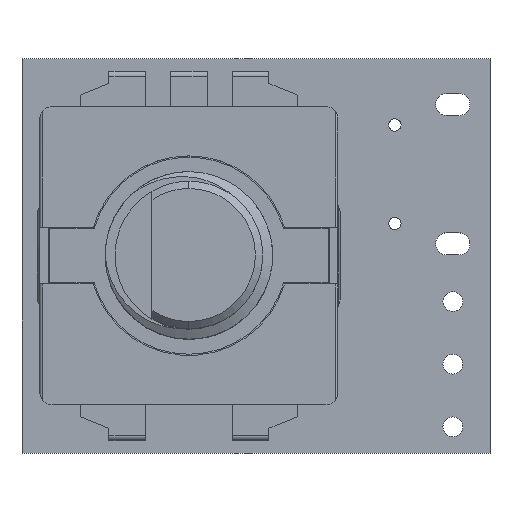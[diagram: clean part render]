
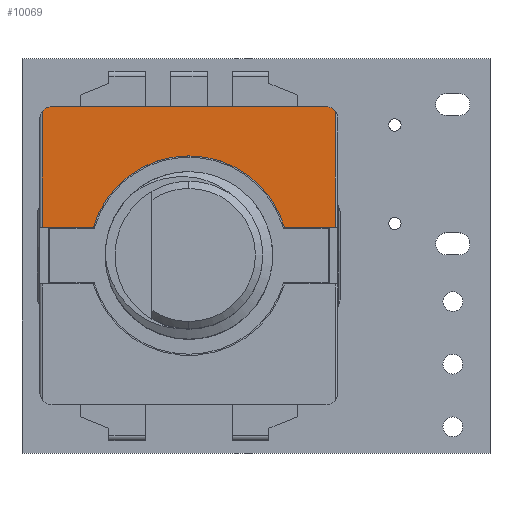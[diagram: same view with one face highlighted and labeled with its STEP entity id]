
A CAD part, top view. The second image highlights one B-rep face of the part: STEP entity #10069.
In plain terms, the highlighted face is planar.
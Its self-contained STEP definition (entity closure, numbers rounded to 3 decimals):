
#7555 = VERTEX_POINT('',#7556);
#7556 = CARTESIAN_POINT('',(3.883,6.5,-1.15));
#7574 = VERTEX_POINT('',#7575);
#7575 = CARTESIAN_POINT('',(0.,6.5,-4.05));
#7581 = EDGE_CURVE('',#7555,#7574,#7582,.T.);
#7582 = CIRCLE('',#7583,4.05);
#7583 = AXIS2_PLACEMENT_3D('',#7584,#7585,#7586);
#7584 = CARTESIAN_POINT('',(0.,6.5,0.));
#7585 = DIRECTION('',(0.,1.,0.));
#7586 = DIRECTION('',(0.,0.,1.));
#10069 = ADVANCED_FACE('',(#10070),#10138,.F.);
#10070 = FACE_BOUND('',#10071,.T.);
#10071 = EDGE_LOOP('',(#10072,#10083,#10091,#10099,#10106,#10107,#10115,
    #10123,#10132));
#10072 = ORIENTED_EDGE('',*,*,#10073,.T.);
#10073 = EDGE_CURVE('',#10074,#10076,#10078,.T.);
#10074 = VERTEX_POINT('',#10075);
#10075 = CARTESIAN_POINT('',(-5.55,6.5,-6.05));
#10076 = VERTEX_POINT('',#10077);
#10077 = CARTESIAN_POINT('',(-5.95,6.5,-5.85));
#10078 = CIRCLE('',#10079,0.5);
#10079 = AXIS2_PLACEMENT_3D('',#10080,#10081,#10082);
#10080 = CARTESIAN_POINT('',(-5.55,6.5,-5.55));
#10081 = DIRECTION('',(0.,1.,0.));
#10082 = DIRECTION('',(0.,0.,-1.));
#10083 = ORIENTED_EDGE('',*,*,#10084,.T.);
#10084 = EDGE_CURVE('',#10076,#10085,#10087,.T.);
#10085 = VERTEX_POINT('',#10086);
#10086 = CARTESIAN_POINT('',(-5.95,6.5,-1.15));
#10087 = LINE('',#10088,#10089);
#10088 = CARTESIAN_POINT('',(-5.95,6.5,0.));
#10089 = VECTOR('',#10090,1.);
#10090 = DIRECTION('',(0.,0.,1.));
#10091 = ORIENTED_EDGE('',*,*,#10092,.F.);
#10092 = EDGE_CURVE('',#10093,#10085,#10095,.T.);
#10093 = VERTEX_POINT('',#10094);
#10094 = CARTESIAN_POINT('',(-3.883,6.5,-1.15));
#10095 = LINE('',#10096,#10097);
#10096 = CARTESIAN_POINT('',(-3.883,6.5,-1.15));
#10097 = VECTOR('',#10098,1.);
#10098 = DIRECTION('',(-1.,0.,0.));
#10099 = ORIENTED_EDGE('',*,*,#10100,.F.);
#10100 = EDGE_CURVE('',#7574,#10093,#10101,.T.);
#10101 = CIRCLE('',#10102,4.05);
#10102 = AXIS2_PLACEMENT_3D('',#10103,#10104,#10105);
#10103 = CARTESIAN_POINT('',(0.,6.5,0.));
#10104 = DIRECTION('',(0.,1.,0.));
#10105 = DIRECTION('',(0.,0.,1.));
#10106 = ORIENTED_EDGE('',*,*,#7581,.F.);
#10107 = ORIENTED_EDGE('',*,*,#10108,.F.);
#10108 = EDGE_CURVE('',#10109,#7555,#10111,.T.);
#10109 = VERTEX_POINT('',#10110);
#10110 = CARTESIAN_POINT('',(5.95,6.5,-1.15));
#10111 = LINE('',#10112,#10113);
#10112 = CARTESIAN_POINT('',(5.7,6.5,-1.15));
#10113 = VECTOR('',#10114,1.);
#10114 = DIRECTION('',(-1.,0.,0.));
#10115 = ORIENTED_EDGE('',*,*,#10116,.T.);
#10116 = EDGE_CURVE('',#10109,#10117,#10119,.T.);
#10117 = VERTEX_POINT('',#10118);
#10118 = CARTESIAN_POINT('',(5.95,6.5,-5.85));
#10119 = LINE('',#10120,#10121);
#10120 = CARTESIAN_POINT('',(5.95,6.5,0.));
#10121 = VECTOR('',#10122,1.);
#10122 = DIRECTION('',(0.,0.,-1.));
#10123 = ORIENTED_EDGE('',*,*,#10124,.T.);
#10124 = EDGE_CURVE('',#10117,#10125,#10127,.T.);
#10125 = VERTEX_POINT('',#10126);
#10126 = CARTESIAN_POINT('',(5.55,6.5,-6.05));
#10127 = CIRCLE('',#10128,0.5);
#10128 = AXIS2_PLACEMENT_3D('',#10129,#10130,#10131);
#10129 = CARTESIAN_POINT('',(5.55,6.5,-5.55));
#10130 = DIRECTION('',(0.,1.,0.));
#10131 = DIRECTION('',(0.,0.,-1.));
#10132 = ORIENTED_EDGE('',*,*,#10133,.T.);
#10133 = EDGE_CURVE('',#10125,#10074,#10134,.T.);
#10134 = LINE('',#10135,#10136);
#10135 = CARTESIAN_POINT('',(-6.05,6.5,-6.05));
#10136 = VECTOR('',#10137,1.);
#10137 = DIRECTION('',(-1.,0.,0.));
#10138 = PLANE('',#10139);
#10139 = AXIS2_PLACEMENT_3D('',#10140,#10141,#10142);
#10140 = CARTESIAN_POINT('',(0.,6.5,0.));
#10141 = DIRECTION('',(0.,-1.,0.));
#10142 = DIRECTION('',(0.,0.,-1.));
